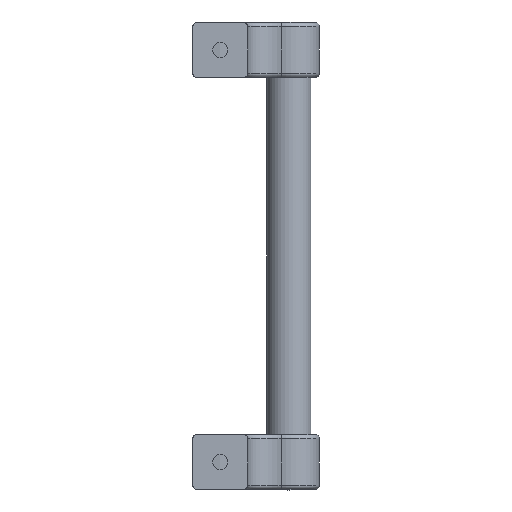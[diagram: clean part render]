
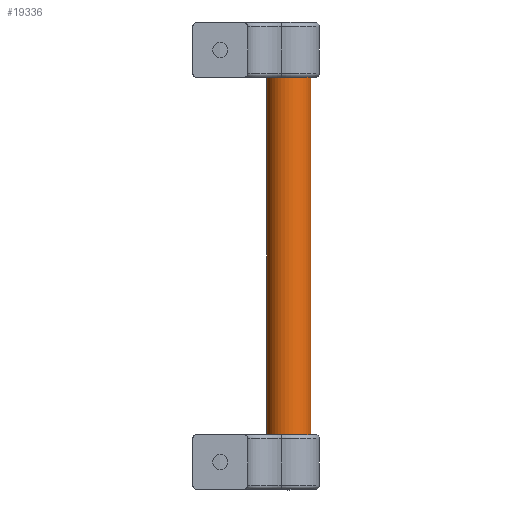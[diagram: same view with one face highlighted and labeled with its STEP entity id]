
A CAD part, front view. The second image highlights one B-rep face of the part: STEP entity #19336.
In plain terms, the highlighted cylindrical face has radius 8 mm (diameter 16 mm), a partial arc.
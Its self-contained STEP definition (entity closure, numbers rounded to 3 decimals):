
#89 = CARTESIAN_POINT ( 'NONE',  ( 8., 0., 186.627 ) ) ;
#624 = ORIENTED_EDGE ( 'NONE', *, *, #6798, .T. ) ;
#1154 = EDGE_LOOP ( 'NONE', ( #9969, #25415, #624, #13535 ) ) ;
#1889 = LINE ( 'NONE', #89, #23499 ) ;
#3001 = VERTEX_POINT ( 'NONE', #20611 ) ;
#6693 = DIRECTION ( 'NONE',  ( 0., 0., -1. ) ) ;
#6798 = EDGE_CURVE ( 'NONE', #12181, #18909, #18828, .T. ) ;
#7615 = AXIS2_PLACEMENT_3D ( 'NONE', #18891, #21104, #14588 ) ;
#8048 = DIRECTION ( 'NONE',  ( 0., 0., -1. ) ) ;
#8404 = CARTESIAN_POINT ( 'NONE',  ( -8., 0., 164. ) ) ;
#9427 = FACE_OUTER_BOUND ( 'NONE', #1154, .T. ) ;
#9969 = ORIENTED_EDGE ( 'NONE', *, *, #12428, .F. ) ;
#10714 = CARTESIAN_POINT ( 'NONE',  ( -8., 0., 186.627 ) ) ;
#11599 = CARTESIAN_POINT ( 'NONE',  ( 0., 0., 164. ) ) ;
#12181 = VERTEX_POINT ( 'NONE', #8404 ) ;
#12428 = EDGE_CURVE ( 'NONE', #19222, #3001, #1889, .T. ) ;
#12682 = VECTOR ( 'NONE', #6693, 1000. ) ;
#13535 = ORIENTED_EDGE ( 'NONE', *, *, #15061, .T. ) ;
#13787 = EDGE_CURVE ( 'NONE', #12181, #19222, #26166, .T. ) ;
#14588 = DIRECTION ( 'NONE',  ( 1., 0., 0. ) ) ;
#15061 = EDGE_CURVE ( 'NONE', #18909, #3001, #15116, .T. ) ;
#15116 = CIRCLE ( 'NONE', #7615, 8. ) ;
#15261 = CYLINDRICAL_SURFACE ( 'NONE', #20909, 8. ) ;
#16650 = DIRECTION ( 'NONE',  ( -1., 0., 0. ) ) ;
#18828 = LINE ( 'NONE', #10714, #12682 ) ;
#18891 = CARTESIAN_POINT ( 'NONE',  ( 0., 0., 0. ) ) ;
#18909 = VERTEX_POINT ( 'NONE', #26843 ) ;
#19222 = VERTEX_POINT ( 'NONE', #25212 ) ;
#19336 = ADVANCED_FACE ( 'NONE', ( #9427 ), #15261, .T. ) ;
#20133 = DIRECTION ( 'NONE',  ( 0., 0., 1. ) ) ;
#20319 = DIRECTION ( 'NONE',  ( 1., 0., 0. ) ) ;
#20409 = AXIS2_PLACEMENT_3D ( 'NONE', #11599, #20133, #20319 ) ;
#20611 = CARTESIAN_POINT ( 'NONE',  ( 8., 0., 0. ) ) ;
#20909 = AXIS2_PLACEMENT_3D ( 'NONE', #27506, #8048, #16650 ) ;
#21104 = DIRECTION ( 'NONE',  ( 0., 0., 1. ) ) ;
#22038 = DIRECTION ( 'NONE',  ( 0., 0., -1. ) ) ;
#23499 = VECTOR ( 'NONE', #22038, 1000. ) ;
#25212 = CARTESIAN_POINT ( 'NONE',  ( 8., 0., 164. ) ) ;
#25415 = ORIENTED_EDGE ( 'NONE', *, *, #13787, .F. ) ;
#26166 = CIRCLE ( 'NONE', #20409, 8. ) ;
#26843 = CARTESIAN_POINT ( 'NONE',  ( -8., 0., 0. ) ) ;
#27506 = CARTESIAN_POINT ( 'NONE',  ( 0., 0., 186.627 ) ) ;
